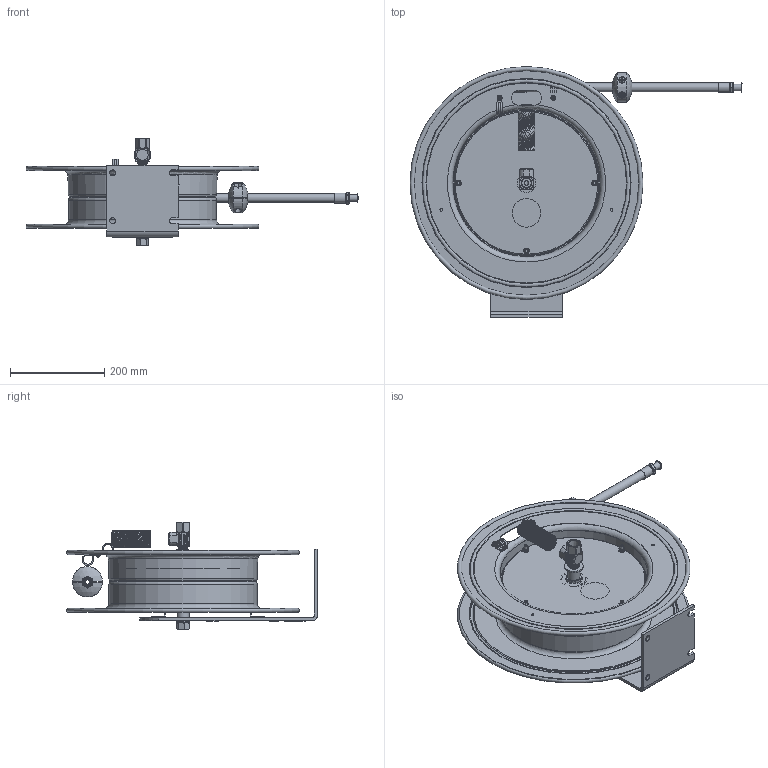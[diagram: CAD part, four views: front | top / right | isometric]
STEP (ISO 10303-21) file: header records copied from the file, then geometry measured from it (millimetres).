
FILE_DESCRIPTION(/* description */ (''),/* implementation_level */ '2;1');
FILE_NAME(/* name */ 'EZ-E-LP-450_SHARED.stp',/* time_stamp */ '2020-02-13T02:04:23-07:00',/* author */ ('NMelton'),/* organization */ (''),/* preprocessor_version */ 'ST-DEVELOPER v17',/* originating_system */ 'Autodesk Inventor 2019',/* authorisation */ '');
FILE_SCHEMA (('AUTOMOTIVE_DESIGN { 1 0 10303 214 3 1 1 }'));
Products named in the file (1): EZ-E-LP-450_SHARED
Bounding box: 705.86 x 533.4 x 227.86 mm (x, y, z)
Surface area: 1403120.3 mm2 (no closed solid volume)
Topology: 0 solids, 226 shells, 1801 faces, 9773 edges, 8049 vertices
Faces by surface type: plane 968, cylinder 544, cone 126, bspline 99, torus 55, sphere 9
Full cylindrical faces by diameter (mm): 2.159 x2, 4.7 x46, 4.826 x2, 5.588 x2, 6.35 x53, 7.112 x1, 10.414 x2, 12.497 x2, 12.7 x2, 13.462 x2, 14.224 x3, 15.875 x1, 17.882 x1, 19.05 x2, 19.304 x1, 19.837 x2, 20.574 x3, 20.625 x1, 21.107 x2, 25.362 x1, 31.75 x1, 33.274 x1, 39.624 x1, 60.96 x1, 306.324 x1, 308.747 x1, 311.785 x1, 311.912 x1, 314.95 x1
Entity records: 121368 total; most frequent: CARTESIAN_POINT 50073, ORIENTED_EDGE 13412, DIRECTION 12190, EDGE_CURVE 9772, VERTEX_POINT 8049, LINE 5014, VECTOR 5014, AXIS2_PLACEMENT_3D 3588
